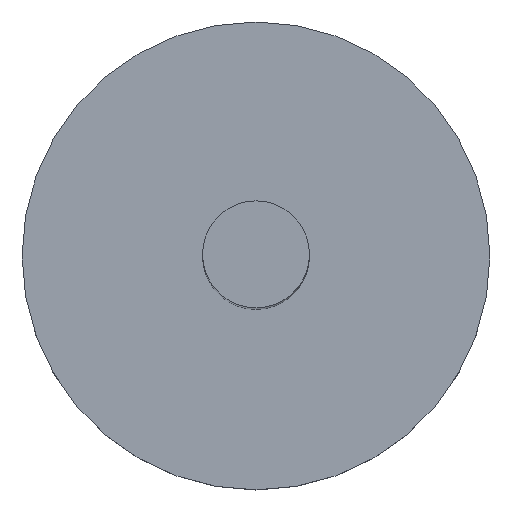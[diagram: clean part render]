
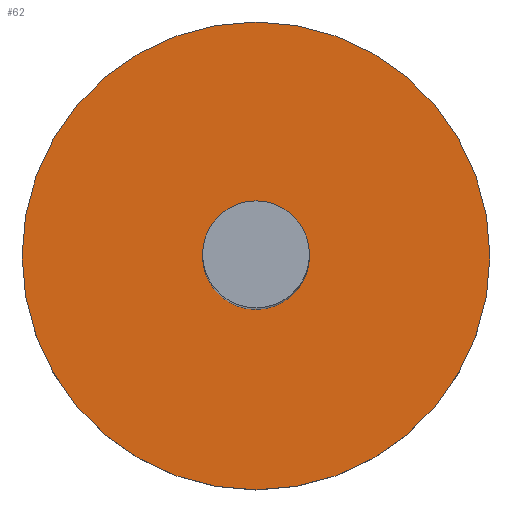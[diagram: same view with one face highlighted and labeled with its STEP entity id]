
A CAD part, top view. The second image highlights one B-rep face of the part: STEP entity #62.
In plain terms, the highlighted planar face has unit normal (0, 0, 1).
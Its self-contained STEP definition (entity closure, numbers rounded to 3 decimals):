
#21=FACE_BOUND('',#28,.T.);
#22=FACE_OUTER_BOUND('',#27,.T.);
#27=EDGE_LOOP('',(#47));
#28=EDGE_LOOP('',(#48));
#33=CIRCLE('',#82,17.5);
#34=CIRCLE('',#83,4.);
#37=VERTEX_POINT('',#114);
#38=VERTEX_POINT('',#116);
#41=EDGE_CURVE('',#37,#37,#33,.T.);
#42=EDGE_CURVE('',#38,#38,#34,.T.);
#47=ORIENTED_EDGE('',*,*,#41,.T.);
#48=ORIENTED_EDGE('',*,*,#42,.T.);
#59=PLANE('',#81);
#62=ADVANCED_FACE('',(#22,#21),#59,.T.);
#81=AXIS2_PLACEMENT_3D('',#113,#92,#93);
#82=AXIS2_PLACEMENT_3D('',#115,#94,#95);
#83=AXIS2_PLACEMENT_3D('',#117,#96,#97);
#92=DIRECTION('center_axis',(0.,0.,1.));
#93=DIRECTION('ref_axis',(0.,-1.,0.));
#94=DIRECTION('center_axis',(0.,0.,1.));
#95=DIRECTION('ref_axis',(0.,1.,0.));
#96=DIRECTION('center_axis',(0.,0.,-1.));
#97=DIRECTION('ref_axis',(1.,0.,0.));
#113=CARTESIAN_POINT('Origin',(0.,0.,0.));
#114=CARTESIAN_POINT('',(0.,-17.5,0.));
#115=CARTESIAN_POINT('Origin',(0.,0.,0.));
#116=CARTESIAN_POINT('',(-4.,0.,0.));
#117=CARTESIAN_POINT('Origin',(0.,0.,0.));
